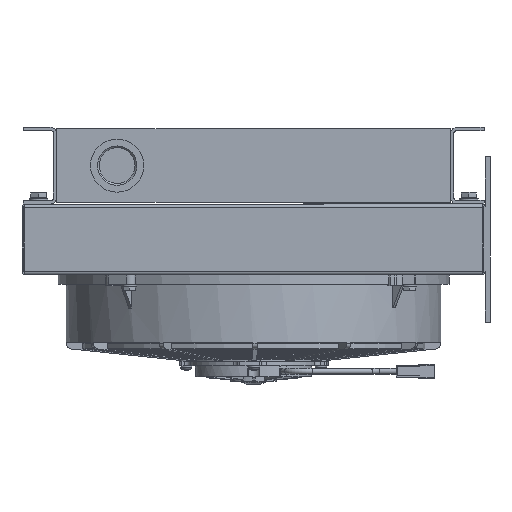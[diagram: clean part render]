
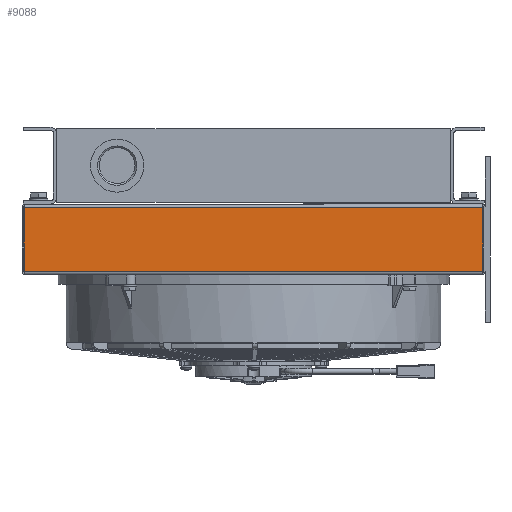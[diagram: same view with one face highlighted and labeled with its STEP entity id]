
A CAD part, front view. The second image highlights one B-rep face of the part: STEP entity #9088.
In plain terms, the highlighted planar face has unit normal (0, -1, 0).
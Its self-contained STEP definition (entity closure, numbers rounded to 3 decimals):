
#8436=CARTESIAN_POINT('',(-194.,-200.,-89.5));
#8437=VERTEX_POINT('',#8436);
#8445=CARTESIAN_POINT('',(-194.,-200.,-35.5));
#8446=VERTEX_POINT('',#8445);
#8447=CARTESIAN_POINT('',(-194.,-200.,-35.5));
#8448=DIRECTION('',(0.0,0.0,-1.0));
#8449=VECTOR('',#8448,54.);
#8450=LINE('',#8447,#8449);
#8451=EDGE_CURVE('',#8446,#8437,#8450,.T.);
#8564=CARTESIAN_POINT('',(194.,-200.,-35.5));
#8565=VERTEX_POINT('',#8564);
#8575=CARTESIAN_POINT('',(194.,-200.,-89.5));
#8576=VERTEX_POINT('',#8575);
#8577=CARTESIAN_POINT('',(194.,-200.,-89.5));
#8578=DIRECTION('',(0.0,0.0,1.0));
#8579=VECTOR('',#8578,54.0);
#8580=LINE('',#8577,#8579);
#8581=EDGE_CURVE('',#8576,#8565,#8580,.T.);
#9062=CARTESIAN_POINT('',(194.,-200.,-35.5));
#9063=DIRECTION('',(-1.0,0.0,0.0));
#9064=VECTOR('',#9063,388.);
#9065=LINE('',#9062,#9064);
#9066=EDGE_CURVE('',#8565,#8446,#9065,.T.);
#9072=CARTESIAN_POINT('',(0.,-200.,-62.5));
#9073=DIRECTION('',(0.0,-1.0,0.0));
#9074=DIRECTION('',(0.0,0.0,-1.0));
#9075=AXIS2_PLACEMENT_3D('',#9072,#9073,#9074);
#9076=PLANE('',#9075);
#9077=ORIENTED_EDGE('',*,*,#9066,.T.);
#9078=ORIENTED_EDGE('',*,*,#8451,.T.);
#9079=CARTESIAN_POINT('',(194.,-200.,-89.5));
#9080=DIRECTION('',(-1.0,0.0,0.0));
#9081=VECTOR('',#9080,388.);
#9082=LINE('',#9079,#9081);
#9083=EDGE_CURVE('',#8576,#8437,#9082,.T.);
#9084=ORIENTED_EDGE('',*,*,#9083,.F.);
#9085=ORIENTED_EDGE('',*,*,#8581,.T.);
#9086=EDGE_LOOP('',(#9077,#9078,#9084,#9085));
#9087=FACE_OUTER_BOUND('',#9086,.T.);
#9088=ADVANCED_FACE('',(#9087),#9076,.T.);
